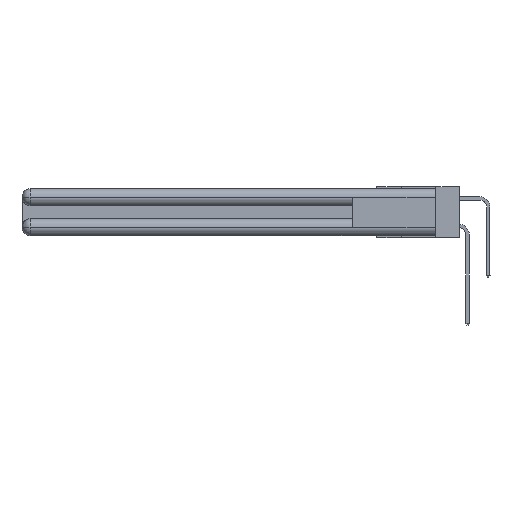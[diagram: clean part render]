
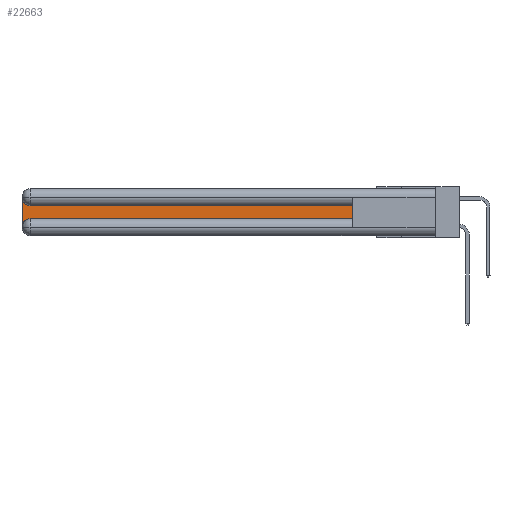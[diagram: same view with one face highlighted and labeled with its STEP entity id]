
A CAD part, left-side view. The second image highlights one B-rep face of the part: STEP entity #22663.
In plain terms, the highlighted planar face has unit normal (-1, 0, 0).
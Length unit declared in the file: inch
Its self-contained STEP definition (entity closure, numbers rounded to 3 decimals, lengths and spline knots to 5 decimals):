
#304 = CARTESIAN_POINT ( 'NONE',  ( 0.075, 3., -0.2775 ) ) ;
#436 = CARTESIAN_POINT ( 'NONE',  ( 0.075, 3., -0.1225 ) ) ;
#572 = CIRCLE ( 'NONE', #16978, 0.06 ) ;
#661 = CARTESIAN_POINT ( 'NONE',  ( 0.075, 0.6, -0.2175 ) ) ;
#1229 = EDGE_CURVE ( 'NONE', #19203, #26078, #9307, .T. ) ;
#1395 = AXIS2_PLACEMENT_3D ( 'NONE', #436, #7107, #5101 ) ;
#2181 = EDGE_CURVE ( 'NONE', #26078, #4555, #572, .T. ) ;
#2651 = CARTESIAN_POINT ( 'NONE',  ( 0.075, 2.94, -0.2775 ) ) ;
#2999 = DIRECTION ( 'NONE',  ( 0., 0., -1. ) ) ;
#3071 = ORIENTED_EDGE ( 'NONE', *, *, #22866, .T. ) ;
#3306 = EDGE_LOOP ( 'NONE', ( #22902, #14415, #7004, #15910, #3071, #9200 ) ) ;
#4555 = VERTEX_POINT ( 'NONE', #15528 ) ;
#4713 = LINE ( 'NONE', #26355, #6498 ) ;
#5009 = DIRECTION ( 'NONE',  ( 1., 0., 0. ) ) ;
#5101 = DIRECTION ( 'NONE',  ( 0., 0., -1. ) ) ;
#6498 = VECTOR ( 'NONE', #2999, 39.37008 ) ;
#7004 = ORIENTED_EDGE ( 'NONE', *, *, #13710, .T. ) ;
#7080 = CARTESIAN_POINT ( 'NONE',  ( 0.075, 0.6, -0.1225 ) ) ;
#7107 = DIRECTION ( 'NONE',  ( 1., 0., 0. ) ) ;
#8107 = CARTESIAN_POINT ( 'NONE',  ( 0.075, 2.94, -0.2175 ) ) ;
#9200 = ORIENTED_EDGE ( 'NONE', *, *, #28179, .T. ) ;
#9307 = LINE ( 'NONE', #7080, #15825 ) ;
#9490 = CARTESIAN_POINT ( 'NONE',  ( 0.075, 0.6, -0.2175 ) ) ;
#10141 = DIRECTION ( 'NONE',  ( 0., -1., 0. ) ) ;
#10907 = VECTOR ( 'NONE', #10141, 39.37008 ) ;
#11608 = DIRECTION ( 'NONE',  ( 0., 0., -1. ) ) ;
#13710 = EDGE_CURVE ( 'NONE', #4555, #26400, #4713, .T. ) ;
#14167 = LINE ( 'NONE', #17015, #10907 ) ;
#14415 = ORIENTED_EDGE ( 'NONE', *, *, #2181, .T. ) ;
#14469 = CIRCLE ( 'NONE', #22551, 0.06 ) ;
#15528 = CARTESIAN_POINT ( 'NONE',  ( 0.075, 3., -0.0625 ) ) ;
#15825 = VECTOR ( 'NONE', #16384, 39.37008 ) ;
#15910 = ORIENTED_EDGE ( 'NONE', *, *, #23751, .T. ) ;
#16384 = DIRECTION ( 'NONE',  ( 0., 1., 0. ) ) ;
#16413 = PLANE ( 'NONE',  #1395 ) ;
#16438 = DIRECTION ( 'NONE',  ( 0., 0., 1. ) ) ;
#16978 = AXIS2_PLACEMENT_3D ( 'NONE', #19879, #26090, #11608 ) ;
#17015 = CARTESIAN_POINT ( 'NONE',  ( 0.075, 0.6, -0.2175 ) ) ;
#17311 = LINE ( 'NONE', #661, #23497 ) ;
#19203 = VERTEX_POINT ( 'NONE', #25415 ) ;
#19879 = CARTESIAN_POINT ( 'NONE',  ( 0.075, 2.94, -0.0625 ) ) ;
#20551 = CARTESIAN_POINT ( 'NONE',  ( 0.075, 2.94, -0.1225 ) ) ;
#22551 = AXIS2_PLACEMENT_3D ( 'NONE', #2651, #5009, #23308 ) ;
#22663 = ADVANCED_FACE ( 'NONE', ( #24730 ), #16413, .F. ) ;
#22866 = EDGE_CURVE ( 'NONE', #25484, #28463, #14167, .T. ) ;
#22902 = ORIENTED_EDGE ( 'NONE', *, *, #1229, .T. ) ;
#23308 = DIRECTION ( 'NONE',  ( 0., 0., -1. ) ) ;
#23497 = VECTOR ( 'NONE', #16438, 39.37008 ) ;
#23751 = EDGE_CURVE ( 'NONE', #26400, #25484, #14469, .T. ) ;
#24730 = FACE_OUTER_BOUND ( 'NONE', #3306, .T. ) ;
#25415 = CARTESIAN_POINT ( 'NONE',  ( 0.075, 0.6, -0.1225 ) ) ;
#25484 = VERTEX_POINT ( 'NONE', #8107 ) ;
#26078 = VERTEX_POINT ( 'NONE', #20551 ) ;
#26090 = DIRECTION ( 'NONE',  ( 1., 0., 0. ) ) ;
#26355 = CARTESIAN_POINT ( 'NONE',  ( 0.075, 3., -0.2175 ) ) ;
#26400 = VERTEX_POINT ( 'NONE', #304 ) ;
#28179 = EDGE_CURVE ( 'NONE', #28463, #19203, #17311, .T. ) ;
#28463 = VERTEX_POINT ( 'NONE', #9490 ) ;
